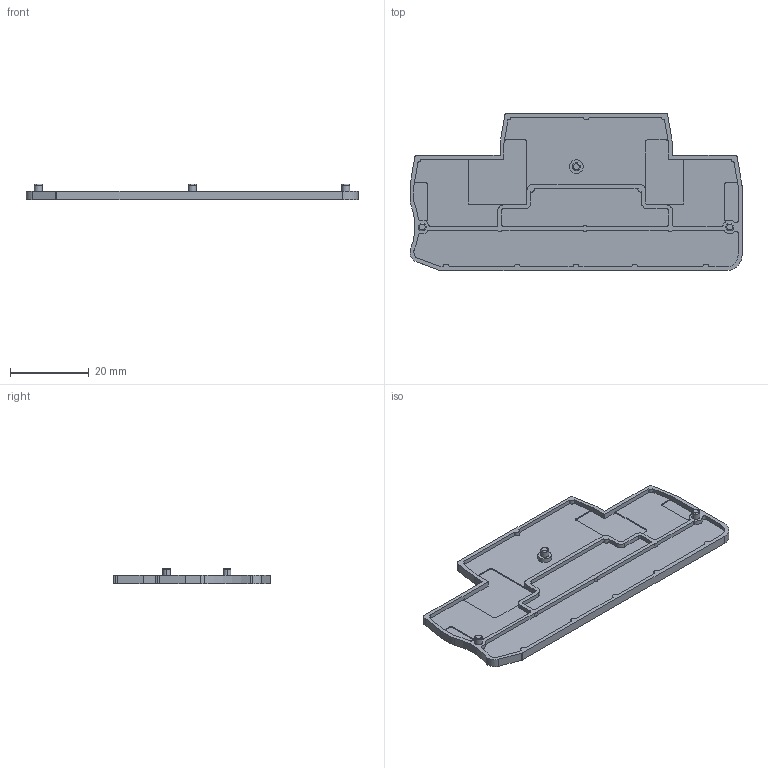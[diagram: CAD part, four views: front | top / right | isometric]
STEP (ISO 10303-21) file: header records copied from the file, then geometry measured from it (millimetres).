
FILE_DESCRIPTION (( 'STEP AP214' ), '1' );
FILE_NAME ('P6-4K.STEP', '2024-08-23T12:00:54', ( 'Windows User' ), ( 'P R C' ), 'SwSTEP 2.0', 'SolidWorks 2018', '' );
FILE_SCHEMA (( 'AUTOMOTIVE_DESIGN' ));
Length unit declared in the file: millimetre
Products named in the file (1): P6-4K
Bounding box: 84.4 x 40 x 4 mm (x, y, z)
Volume: 3500.4 mm3; surface area: 7017 mm2
Topology: 1 solids, 1 shells, 192 faces, 531 edges, 352 vertices
Faces by surface type: cylinder 94, plane 92, bspline 6
Entity records: 6283 total; most frequent: CARTESIAN_POINT 1184, DIRECTION 1095, ORIENTED_EDGE 1062, EDGE_CURVE 531, AXIS2_PLACEMENT_3D 383, VERTEX_POINT 352, LINE 329, VECTOR 329
